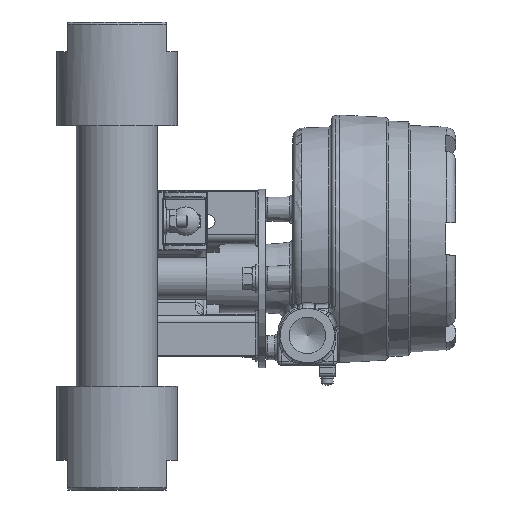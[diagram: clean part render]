
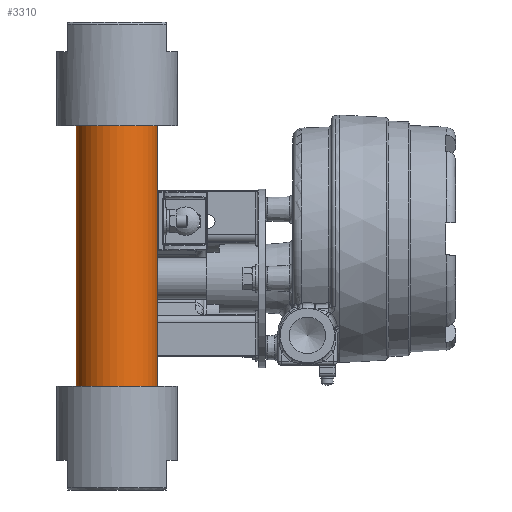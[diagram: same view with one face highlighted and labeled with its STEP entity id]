
A CAD part, front view. The second image highlights one B-rep face of the part: STEP entity #3310.
In plain terms, the highlighted cylindrical face has radius 26 mm (diameter 52 mm), a full revolution.
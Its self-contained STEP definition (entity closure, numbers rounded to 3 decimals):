
#2074=CYLINDRICAL_SURFACE('',#12749,26.);
#2520=FACE_BOUND('',#5186,.T.);
#2521=FACE_BOUND('',#5187,.T.);
#3310=ADVANCED_FACE('',(#2520,#2521),#2074,.T.);
#5186=EDGE_LOOP('',(#8192));
#5187=EDGE_LOOP('',(#8193));
#8192=ORIENTED_EDGE('',*,*,#10787,.T.);
#8193=ORIENTED_EDGE('',*,*,#10788,.T.);
#9268=VERTEX_POINT('',#24243);
#9269=VERTEX_POINT('',#24245);
#10787=EDGE_CURVE('',#9268,#9268,#11440,.T.);
#10788=EDGE_CURVE('',#9269,#9269,#11441,.T.);
#11440=CIRCLE('',#12747,26.);
#11441=CIRCLE('',#12748,26.);
#12747=AXIS2_PLACEMENT_3D('',#24242,#15859,#15860);
#12748=AXIS2_PLACEMENT_3D('',#24244,#15861,#15862);
#12749=AXIS2_PLACEMENT_3D('',#24246,#15863,#15864);
#15859=DIRECTION('',(0.,0.,-1.));
#15860=DIRECTION('',(0.,1.,0.));
#15861=DIRECTION('',(0.,0.,1.));
#15862=DIRECTION('',(0.,-1.,0.));
#15863=DIRECTION('',(0.,0.,1.));
#15864=DIRECTION('',(0.,-1.,0.));
#24242=CARTESIAN_POINT('',(0.,-12.5,216.25));
#24243=CARTESIAN_POINT('',(0.,13.5,216.25));
#24244=CARTESIAN_POINT('',(0.,-12.5,8.75));
#24245=CARTESIAN_POINT('',(0.,-38.5,8.75));
#24246=CARTESIAN_POINT('',(0.,-12.5,-10.));
